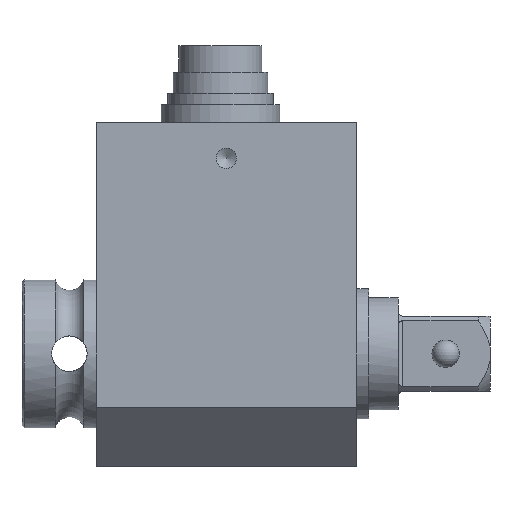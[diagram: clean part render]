
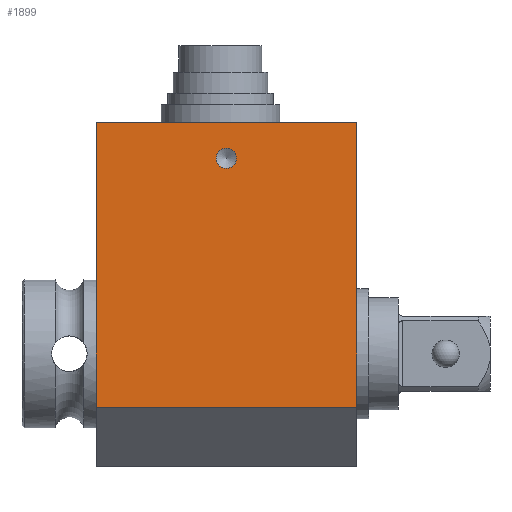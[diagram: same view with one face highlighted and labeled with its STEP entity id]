
A CAD part, front view. The second image highlights one B-rep face of the part: STEP entity #1899.
In plain terms, the highlighted planar face has unit normal (0, -1, 0).
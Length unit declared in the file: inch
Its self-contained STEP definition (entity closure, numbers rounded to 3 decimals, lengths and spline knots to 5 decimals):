
#302=CARTESIAN_POINT('',(0.00114,-0.75,0.97461));
#303=VERTEX_POINT('',#302);
#304=CARTESIAN_POINT('',(0.00114,-0.75,0.90724));
#305=DIRECTION('',(0.0,1.0,0.0));
#306=DIRECTION('',(0.0,0.0,-1.0));
#307=AXIS2_PLACEMENT_3D('',#304,#305,#306);
#308=CIRCLE('',#307,0.06736);
#309=EDGE_CURVE('',#303,#303,#308,.T.);
#1796=CARTESIAN_POINT('',(0.86728,-0.75,1.14346));
#1797=VERTEX_POINT('',#1796);
#1804=CARTESIAN_POINT('',(0.86728,-0.75,-0.7463));
#1805=VERTEX_POINT('',#1804);
#1806=CARTESIAN_POINT('',(0.86728,-0.75,-0.7463));
#1807=DIRECTION('',(0.0,0.0,1.0));
#1808=VECTOR('',#1807,1.88976);
#1809=LINE('',#1806,#1808);
#1810=EDGE_CURVE('',#1805,#1797,#1809,.T.);
#1866=CARTESIAN_POINT('',(-0.865,-0.75,-1.14));
#1867=DIRECTION('',(0.0,-1.0,0.0));
#1868=DIRECTION('',(0.0,0.0,-1.0));
#1869=AXIS2_PLACEMENT_3D('',#1866,#1867,#1868);
#1870=PLANE('',#1869);
#1871=CARTESIAN_POINT('',(-0.865,-0.75,-0.7463));
#1872=VERTEX_POINT('',#1871);
#1873=CARTESIAN_POINT('',(0.86728,-0.75,-0.7463));
#1874=DIRECTION('',(-1.0,0.0,0.0));
#1875=VECTOR('',#1874,1.73228);
#1876=LINE('',#1873,#1875);
#1877=EDGE_CURVE('',#1805,#1872,#1876,.T.);
#1878=ORIENTED_EDGE('',*,*,#1877,.F.);
#1879=ORIENTED_EDGE('',*,*,#1810,.T.);
#1880=CARTESIAN_POINT('',(-0.865,-0.75,1.14346));
#1881=VERTEX_POINT('',#1880);
#1882=CARTESIAN_POINT('',(-0.865,-0.75,1.14346));
#1883=DIRECTION('',(1.0,0.0,0.0));
#1884=VECTOR('',#1883,1.73228);
#1885=LINE('',#1882,#1884);
#1886=EDGE_CURVE('',#1881,#1797,#1885,.T.);
#1887=ORIENTED_EDGE('',*,*,#1886,.F.);
#1888=CARTESIAN_POINT('',(-0.865,-0.75,-0.7463));
#1889=DIRECTION('',(0.0,0.0,1.0));
#1890=VECTOR('',#1889,1.88976);
#1891=LINE('',#1888,#1890);
#1892=EDGE_CURVE('',#1872,#1881,#1891,.T.);
#1893=ORIENTED_EDGE('',*,*,#1892,.F.);
#1894=EDGE_LOOP('',(#1878,#1879,#1887,#1893));
#1895=FACE_OUTER_BOUND('',#1894,.T.);
#1896=ORIENTED_EDGE('',*,*,#309,.T.);
#1897=EDGE_LOOP('',(#1896));
#1898=FACE_BOUND('',#1897,.T.);
#1899=ADVANCED_FACE('',(#1895,#1898),#1870,.T.);
